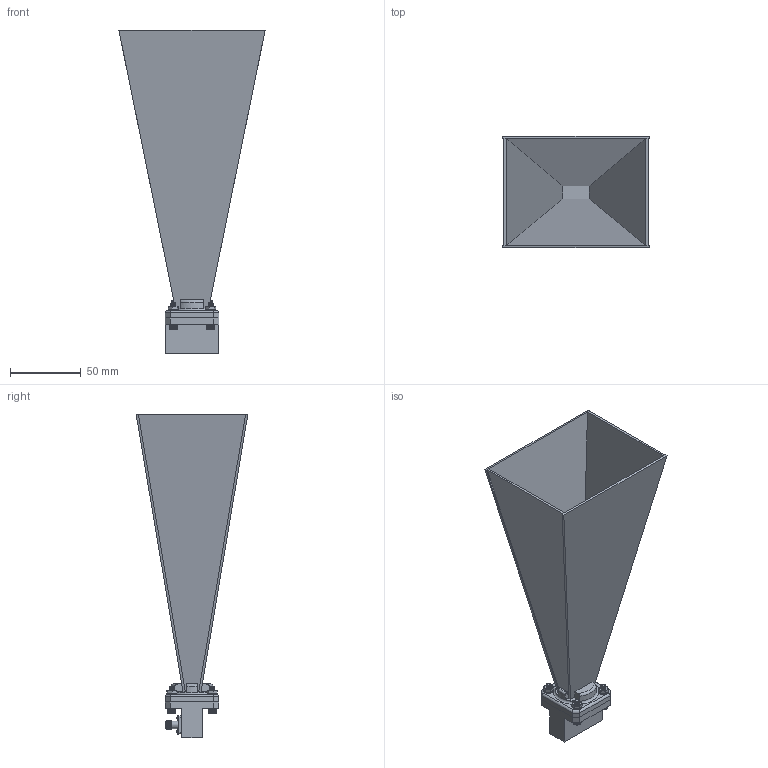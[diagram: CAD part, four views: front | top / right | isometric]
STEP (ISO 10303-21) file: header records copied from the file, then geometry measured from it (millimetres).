
FILE_DESCRIPTION (( 'STEP AP214' ), '1' );
FILE_NAME ('FM9855B-SF-20_3D.STEP', '2021-03-11T18:23:48', ( '' ), ( '' ), 'SwSTEP 2.0', 'SolidWorks 2020', '' );
FILE_SCHEMA (( 'AUTOMOTIVE_DESIGN' ));
Length unit declared in the file: inch
Products named in the file (6): 6-32HN-NARROW_90730A007; 6-32SH-HXx.625_92196A150; PE9819; 6-LW; FM9855B-SF-20_3D; PE9855B-20
Assembly tree (14 placements, depth 2):
  FM9855B-SF-20_3D
    PE9819
    PE9855B-20
    6-32SH-HXx.625_92196A150  x4
    6-32HN-NARROW_90730A007  x4
    6-LW  x4
Bounding box: 103.23 x 78.84 x 228.6 mm (x, y, z)
Volume: 91518.5 mm3; surface area: 99108.5 mm2
Topology: 14 solids, 18 shells, 1271 faces, 3018 edges, 1806 vertices
Faces by surface type: plane 727, cone 358, cylinder 133, bspline 47, torus 6
Full cylindrical faces by diameter (mm): 0.914 x1, 1.016 x1, 1.168 x1, 1.27 x1, 1.524 x20, 3.616 x4, 3.658 x4, 3.708 x4, 4.597 x1, 5.359 x2, 29.362 x1
Entity records: 22928 total; most frequent: CARTESIAN_POINT 11031, ORIENTED_EDGE 2604, DIRECTION 2044, EDGE_CURVE 1302, VERTEX_POINT 830, AXIS2_PLACEMENT_3D 767, EDGE_LOOP 628, FACE_OUTER_BOUND 582
